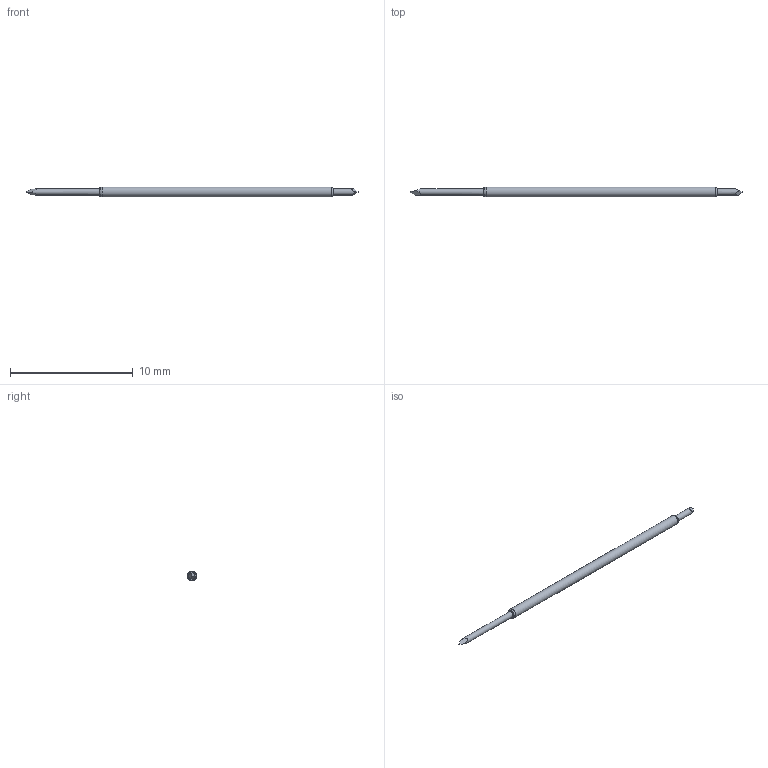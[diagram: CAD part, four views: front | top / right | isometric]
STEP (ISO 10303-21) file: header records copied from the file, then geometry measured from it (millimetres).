
FILE_DESCRIPTION (( 'STEP AP214' ), '1' );
FILE_NAME ('M100-DRP7563AS3.STEP', '2018-10-25T19:19:45', ( '' ), ( '' ), 'SwSTEP 2.0', 'SolidWorks 2017', '' );
FILE_SCHEMA (( 'AUTOMOTIVE_DESIGN' ));
Length unit declared in the file: inch
Products named in the file (1): M100-DRP7563AS3
Bounding box: 27 x 0.78 x 0.78 mm (x, y, z)
Volume: 10.5 mm3; surface area: 58.8 mm2
Topology: 1 solids, 1 shells, 16 faces, 33 edges, 21 vertices
Faces by surface type: plane 10, cylinder 3, torus 2, cone 1
Full cylindrical faces by diameter (mm): 0.494 x1, 0.496 x1, 0.782 x1
Entity records: 620 total; most frequent: CARTESIAN_POINT 79, DIRECTION 60, ORIENTED_EDGE 50, EDGE_CURVE 25, EDGE_LOOP 24, AXIS2_PLACEMENT_3D 24, FACE_OUTER_BOUND 21, VERTEX_POINT 19
